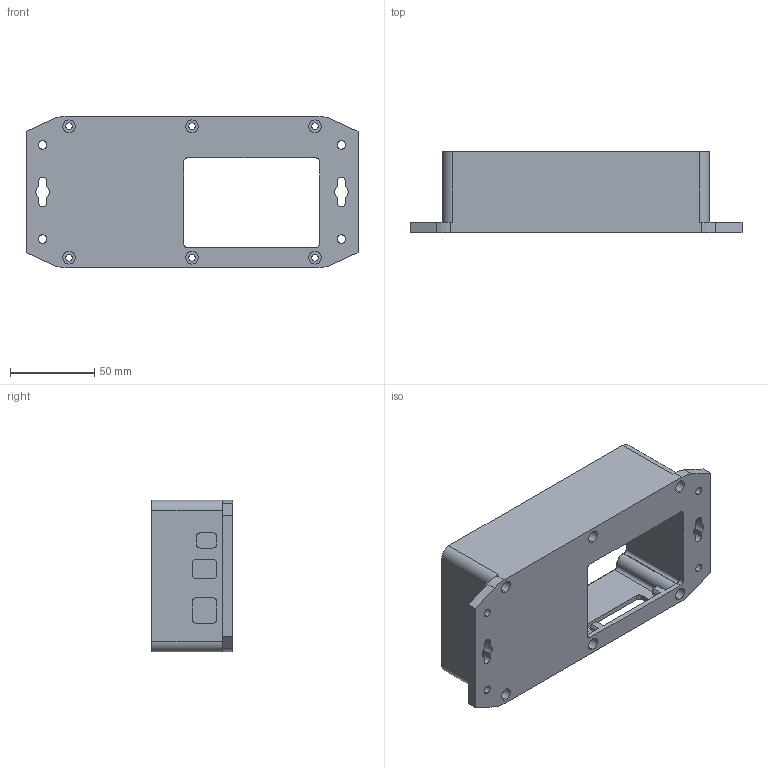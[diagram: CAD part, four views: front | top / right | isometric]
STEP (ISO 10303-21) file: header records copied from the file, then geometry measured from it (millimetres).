
FILE_DESCRIPTION (( 'STEP AP214' ), '1' );
FILE_NAME ('11366_enclosure_cut_plot.STEP', '2015-12-09T21:45:50', ( '' ), ( '' ), 'SwSTEP 2.0', 'SolidWorks 2014', '' );
FILE_SCHEMA (( 'AUTOMOTIVE_DESIGN' ));
Length unit declared in the file: millimetre
Products named in the file (1): 11366_enclosure_cut_plot
Bounding box: 197 x 48.2 x 90 mm (x, y, z)
Volume: 114283.5 mm3; surface area: 78955.1 mm2
Topology: 1 solids, 1 shells, 266 faces, 712 edges, 474 vertices
Faces by surface type: cylinder 160, plane 106
Entity records: 9080 total; most frequent: DIRECTION 1572, CARTESIAN_POINT 1453, ORIENTED_EDGE 1424, EDGE_CURVE 712, AXIS2_PLACEMENT_3D 593, VERTEX_POINT 474, VECTOR 386, LINE 386
